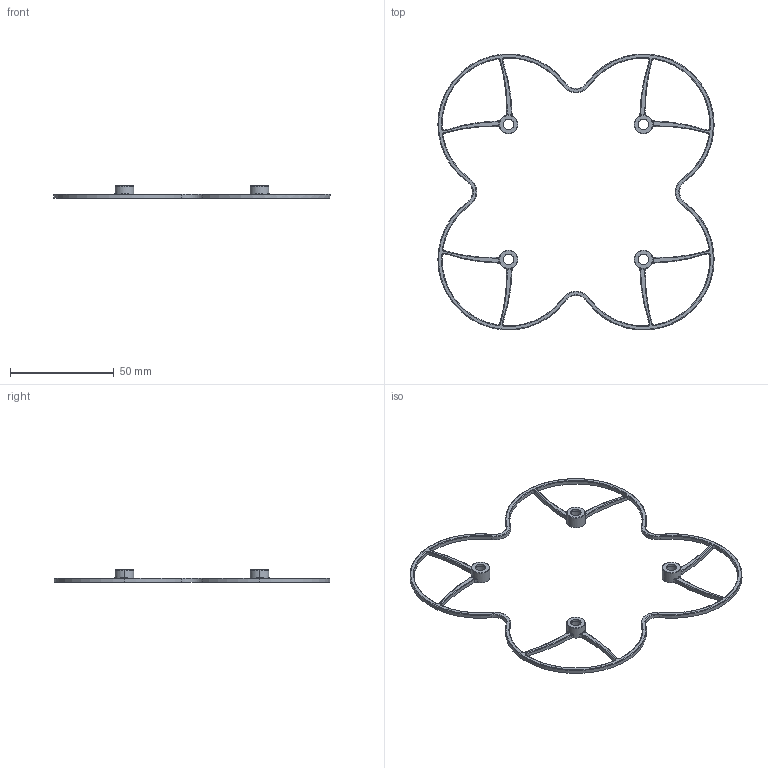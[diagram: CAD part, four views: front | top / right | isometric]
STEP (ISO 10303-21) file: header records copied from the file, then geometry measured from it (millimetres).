
FILE_DESCRIPTION (( 'STEP AP214' ), '1' );
FILE_NAME ('桨叶保护罩.STEP', '2018-08-24T08:58:11', ( 'Microsoft的温柔' ), ( 'Microsoft地方' ), 'SwSTEP 2.0', 'SolidWorks 2013', '' );
FILE_SCHEMA (( 'AUTOMOTIVE_DESIGN' ));
Length unit declared in the file: millimetre
Products named in the file (1): 蔑珔悵誘欶
Bounding box: 133 x 132.88 x 6 mm (x, y, z)
Volume: 3593.8 mm3; surface area: 7126 mm2
Topology: 1 solids, 1 shells, 236 faces, 612 edges, 362 vertices
Faces by surface type: cylinder 108, torus 102, bspline 16, plane 10
Entity records: 8896 total; most frequent: CARTESIAN_POINT 1787, DIRECTION 1454, ORIENTED_EDGE 1192, AXIS2_PLACEMENT_3D 669, EDGE_CURVE 596, CIRCLE 448, VERTEX_POINT 362, EDGE_LOOP 254
